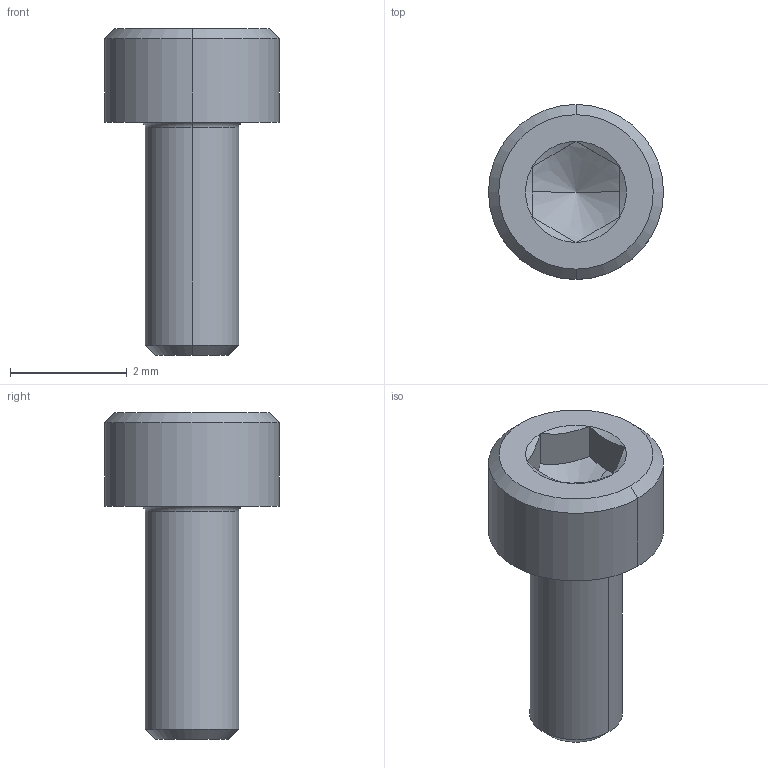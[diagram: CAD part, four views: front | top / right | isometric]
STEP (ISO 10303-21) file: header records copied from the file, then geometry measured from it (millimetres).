
FILE_DESCRIPTION (( 'STEP AP214' ), '1' );
FILE_NAME ('CSH-ST-M1_6-4_214.STEP', '2014-03-10T09:12:21', ( 'guan-li' ), ( '' ), 'SwSTEP 2.0', 'SolidWorks 2007', '' );
FILE_SCHEMA (( 'AUTOMOTIVE_DESIGN' ));
Length unit declared in the file: millimetre
Products named in the file (1): CSH-ST-M1_6-4_214
Bounding box: 3 x 3 x 5.6 mm (x, y, z)
Volume: 17.5 mm3; surface area: 51.2 mm2
Topology: 1 solids, 1 shells, 27 faces, 54 edges, 29 vertices
Faces by surface type: cone 12, plane 9, cylinder 4, torus 2
Entity records: 729 total; most frequent: CARTESIAN_POINT 171, DIRECTION 116, ORIENTED_EDGE 104, EDGE_CURVE 52, AXIS2_PLACEMENT_3D 50, EDGE_LOOP 29, VERTEX_POINT 29, ADVANCED_FACE 27
